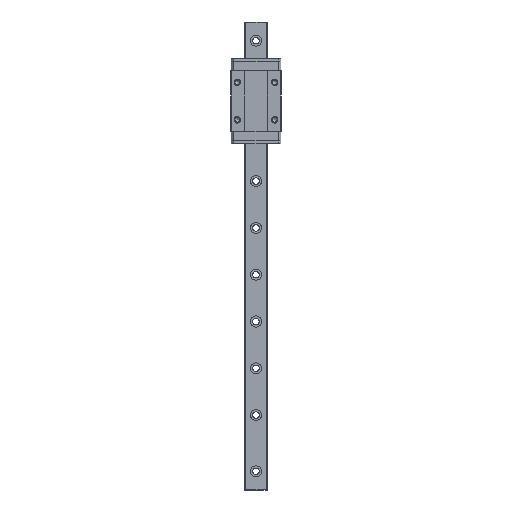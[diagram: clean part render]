
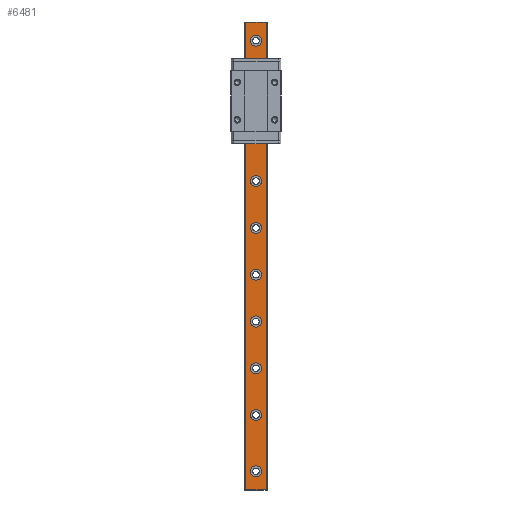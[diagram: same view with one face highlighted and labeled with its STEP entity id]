
A CAD part, front view. The second image highlights one B-rep face of the part: STEP entity #6481.
In plain terms, the highlighted face is planar.
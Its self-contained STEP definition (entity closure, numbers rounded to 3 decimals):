
#59=FACE_BOUND('',#726,.T.);
#60=FACE_BOUND('',#727,.T.);
#61=FACE_BOUND('',#728,.T.);
#62=FACE_BOUND('',#729,.T.);
#63=FACE_BOUND('',#730,.T.);
#64=FACE_BOUND('',#731,.T.);
#65=FACE_BOUND('',#732,.T.);
#66=FACE_BOUND('',#733,.T.);
#67=FACE_BOUND('',#734,.T.);
#68=FACE_BOUND('',#735,.T.);
#110=PLANE('',#6948);
#365=FACE_OUTER_BOUND('',#725,.T.);
#725=EDGE_LOOP('',(#4579,#4580,#4581,#4582));
#726=EDGE_LOOP('',(#4583));
#727=EDGE_LOOP('',(#4584));
#728=EDGE_LOOP('',(#4585));
#729=EDGE_LOOP('',(#4586));
#730=EDGE_LOOP('',(#4587));
#731=EDGE_LOOP('',(#4588));
#732=EDGE_LOOP('',(#4589));
#733=EDGE_LOOP('',(#4590));
#734=EDGE_LOOP('',(#4591));
#735=EDGE_LOOP('',(#4592));
#1157=LINE('',#9959,#1801);
#1159=LINE('',#9963,#1803);
#1160=LINE('',#9965,#1804);
#1161=LINE('',#9966,#1805);
#1801=VECTOR('',#7833,1000.);
#1803=VECTOR('',#7837,1000.);
#1804=VECTOR('',#7838,1000.);
#1805=VECTOR('',#7839,1000.);
#2372=CIRCLE('',#6836,3.);
#2377=CIRCLE('',#6843,3.);
#2382=CIRCLE('',#6850,3.);
#2387=CIRCLE('',#6857,3.);
#2392=CIRCLE('',#6864,3.);
#2397=CIRCLE('',#6871,3.);
#2402=CIRCLE('',#6878,3.);
#2407=CIRCLE('',#6885,3.);
#2412=CIRCLE('',#6892,3.);
#2417=CIRCLE('',#6899,3.);
#2702=VERTEX_POINT('',#9566);
#2708=VERTEX_POINT('',#9591);
#2714=VERTEX_POINT('',#9616);
#2720=VERTEX_POINT('',#9641);
#2726=VERTEX_POINT('',#9666);
#2732=VERTEX_POINT('',#9691);
#2738=VERTEX_POINT('',#9716);
#2744=VERTEX_POINT('',#9741);
#2750=VERTEX_POINT('',#9766);
#2756=VERTEX_POINT('',#9791);
#2807=VERTEX_POINT('',#9956);
#2808=VERTEX_POINT('',#9958);
#2809=VERTEX_POINT('',#9962);
#2810=VERTEX_POINT('',#9964);
#3359=EDGE_CURVE('',#2702,#2702,#2372,.T.);
#3367=EDGE_CURVE('',#2708,#2708,#2377,.T.);
#3375=EDGE_CURVE('',#2714,#2714,#2382,.T.);
#3383=EDGE_CURVE('',#2720,#2720,#2387,.T.);
#3391=EDGE_CURVE('',#2726,#2726,#2392,.T.);
#3399=EDGE_CURVE('',#2732,#2732,#2397,.T.);
#3407=EDGE_CURVE('',#2738,#2738,#2402,.T.);
#3415=EDGE_CURVE('',#2744,#2744,#2407,.T.);
#3423=EDGE_CURVE('',#2750,#2750,#2412,.T.);
#3431=EDGE_CURVE('',#2756,#2756,#2417,.T.);
#3513=EDGE_CURVE('',#2808,#2807,#1157,.T.);
#3515=EDGE_CURVE('',#2807,#2809,#1159,.T.);
#3516=EDGE_CURVE('',#2810,#2809,#1160,.T.);
#3517=EDGE_CURVE('',#2808,#2810,#1161,.T.);
#4579=ORIENTED_EDGE('',*,*,#3515,.T.);
#4580=ORIENTED_EDGE('',*,*,#3516,.F.);
#4581=ORIENTED_EDGE('',*,*,#3517,.F.);
#4582=ORIENTED_EDGE('',*,*,#3513,.T.);
#4583=ORIENTED_EDGE('',*,*,#3359,.F.);
#4584=ORIENTED_EDGE('',*,*,#3367,.F.);
#4585=ORIENTED_EDGE('',*,*,#3375,.F.);
#4586=ORIENTED_EDGE('',*,*,#3383,.F.);
#4587=ORIENTED_EDGE('',*,*,#3391,.F.);
#4588=ORIENTED_EDGE('',*,*,#3399,.F.);
#4589=ORIENTED_EDGE('',*,*,#3407,.F.);
#4590=ORIENTED_EDGE('',*,*,#3415,.F.);
#4591=ORIENTED_EDGE('',*,*,#3423,.F.);
#4592=ORIENTED_EDGE('',*,*,#3431,.F.);
#6481=ADVANCED_FACE('',(#365,#59,#60,#61,#62,#63,#64,#65,#66,#67,#68),#110,
 .F.);
#6836=AXIS2_PLACEMENT_3D('',#9568,#7536,#7537);
#6843=AXIS2_PLACEMENT_3D('',#9593,#7552,#7553);
#6850=AXIS2_PLACEMENT_3D('',#9618,#7568,#7569);
#6857=AXIS2_PLACEMENT_3D('',#9643,#7584,#7585);
#6864=AXIS2_PLACEMENT_3D('',#9668,#7600,#7601);
#6871=AXIS2_PLACEMENT_3D('',#9693,#7616,#7617);
#6878=AXIS2_PLACEMENT_3D('',#9718,#7632,#7633);
#6885=AXIS2_PLACEMENT_3D('',#9743,#7648,#7649);
#6892=AXIS2_PLACEMENT_3D('',#9768,#7664,#7665);
#6899=AXIS2_PLACEMENT_3D('',#9793,#7680,#7681);
#6948=AXIS2_PLACEMENT_3D('',#9961,#7835,#7836);
#7536=DIRECTION('center_axis',(0.,1.,0.));
#7537=DIRECTION('ref_axis',(0.,0.,1.));
#7552=DIRECTION('center_axis',(0.,1.,0.));
#7553=DIRECTION('ref_axis',(0.,0.,1.));
#7568=DIRECTION('center_axis',(0.,1.,0.));
#7569=DIRECTION('ref_axis',(0.,0.,1.));
#7584=DIRECTION('center_axis',(0.,1.,0.));
#7585=DIRECTION('ref_axis',(0.,0.,1.));
#7600=DIRECTION('center_axis',(0.,1.,0.));
#7601=DIRECTION('ref_axis',(0.,0.,1.));
#7616=DIRECTION('center_axis',(0.,1.,0.));
#7617=DIRECTION('ref_axis',(0.,0.,1.));
#7632=DIRECTION('center_axis',(0.,1.,0.));
#7633=DIRECTION('ref_axis',(0.,0.,1.));
#7648=DIRECTION('center_axis',(0.,1.,0.));
#7649=DIRECTION('ref_axis',(0.,0.,1.));
#7664=DIRECTION('center_axis',(0.,1.,0.));
#7665=DIRECTION('ref_axis',(0.,0.,1.));
#7680=DIRECTION('center_axis',(0.,1.,0.));
#7681=DIRECTION('ref_axis',(0.,0.,1.));
#7833=DIRECTION('',(0.,0.,-1.));
#7835=DIRECTION('center_axis',(0.,-1.,0.));
#7836=DIRECTION('ref_axis',(1.,0.,0.));
#7837=DIRECTION('',(-1.,0.,0.));
#7838=DIRECTION('',(0.,0.,-1.));
#7839=DIRECTION('',(-1.,0.,0.));
#9566=CARTESIAN_POINT('',(0.,2.5,82.));
#9568=CARTESIAN_POINT('Origin',(0.,2.5,85.));
#9591=CARTESIAN_POINT('',(0.,2.5,57.));
#9593=CARTESIAN_POINT('Origin',(0.,2.5,60.));
#9616=CARTESIAN_POINT('',(0.,2.5,32.));
#9618=CARTESIAN_POINT('Origin',(0.,2.5,35.));
#9641=CARTESIAN_POINT('',(0.,2.5,7.));
#9643=CARTESIAN_POINT('Origin',(0.,2.5,10.));
#9666=CARTESIAN_POINT('',(0.,2.5,-18.));
#9668=CARTESIAN_POINT('Origin',(0.,2.5,-15.));
#9691=CARTESIAN_POINT('',(0.,2.5,-43.));
#9693=CARTESIAN_POINT('Origin',(0.,2.5,-40.));
#9716=CARTESIAN_POINT('',(0.,2.5,-68.));
#9718=CARTESIAN_POINT('Origin',(0.,2.5,-65.));
#9741=CARTESIAN_POINT('',(0.,2.5,-93.));
#9743=CARTESIAN_POINT('Origin',(0.,2.5,-90.));
#9766=CARTESIAN_POINT('',(0.,2.5,112.));
#9768=CARTESIAN_POINT('Origin',(0.,2.5,
115.));
#9791=CARTESIAN_POINT('',(0.,2.5,-118.));
#9793=CARTESIAN_POINT('Origin',(0.,2.5,
-115.));
#9956=CARTESIAN_POINT('',(5.484,2.5,-125.));
#9958=CARTESIAN_POINT('',(5.484,2.5,125.));
#9959=CARTESIAN_POINT('',(5.484,2.5,125.));
#9961=CARTESIAN_POINT('Origin',(5.484,2.5,125.));
#9962=CARTESIAN_POINT('',(-5.484,2.5,-125.));
#9963=CARTESIAN_POINT('',(5.484,2.5,-125.));
#9964=CARTESIAN_POINT('',(-5.484,2.5,125.));
#9965=CARTESIAN_POINT('',(-5.484,2.5,125.));
#9966=CARTESIAN_POINT('',(5.484,2.5,125.));
